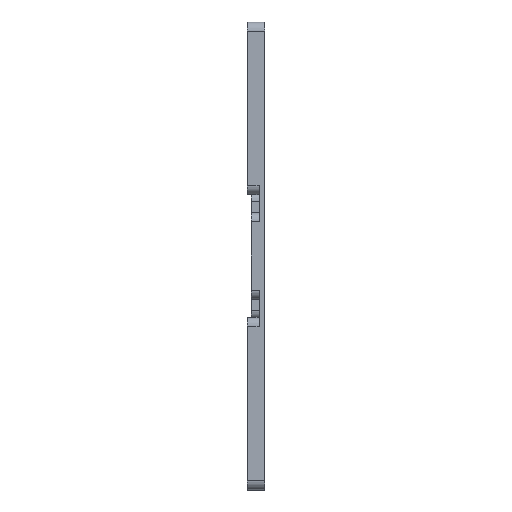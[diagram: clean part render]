
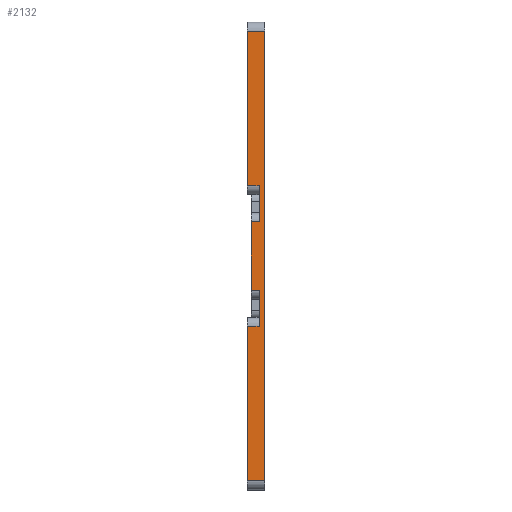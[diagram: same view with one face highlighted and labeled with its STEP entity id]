
A CAD part, left-side view. The second image highlights one B-rep face of the part: STEP entity #2132.
In plain terms, the highlighted planar face has unit normal (-1, 0, 0).
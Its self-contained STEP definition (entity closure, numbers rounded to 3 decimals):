
#34 = CARTESIAN_POINT ( 'NONE',  ( -12.5, 0.6, 3.75 ) ) ;
#36 = AXIS2_PLACEMENT_3D ( 'NONE', #3655, #5453, #3706 ) ;
#46 = ORIENTED_EDGE ( 'NONE', *, *, #3402, .T. ) ;
#118 = EDGE_CURVE ( 'NONE', #5726, #4136, #6830, .T. ) ;
#212 = LINE ( 'NONE', #5850, #3514 ) ;
#350 = CARTESIAN_POINT ( 'NONE',  ( -12.5, 1.9, -24.75 ) ) ;
#397 = CARTESIAN_POINT ( 'NONE',  ( -12.5, 0., 24.75 ) ) ;
#533 = VECTOR ( 'NONE', #7117, 1000. ) ;
#540 = VECTOR ( 'NONE', #5272, 1000. ) ;
#585 = DIRECTION ( 'NONE',  ( 0., -1., 0. ) ) ;
#615 = DIRECTION ( 'NONE',  ( 0., -1., 0. ) ) ;
#654 = EDGE_CURVE ( 'NONE', #2779, #6368, #2664, .T. ) ;
#714 = VERTEX_POINT ( 'NONE', #1707 ) ;
#715 = VECTOR ( 'NONE', #5884, 1000. ) ;
#731 = CARTESIAN_POINT ( 'NONE',  ( -12.5, 1.9, 7.75 ) ) ;
#772 = LINE ( 'NONE', #2535, #6859 ) ;
#808 = LINE ( 'NONE', #3579, #540 ) ;
#963 = DIRECTION ( 'NONE',  ( 0., 0., 1. ) ) ;
#1110 = EDGE_CURVE ( 'NONE', #2149, #5175, #212, .T. ) ;
#1629 = VERTEX_POINT ( 'NONE', #731 ) ;
#1680 = CARTESIAN_POINT ( 'NONE',  ( -12.5, 1.5, 3.75 ) ) ;
#1707 = CARTESIAN_POINT ( 'NONE',  ( -12.5, 0.6, -7.75 ) ) ;
#1752 = PLANE ( 'NONE',  #36 ) ;
#1764 = ORIENTED_EDGE ( 'NONE', *, *, #3954, .F. ) ;
#1806 = DIRECTION ( 'NONE',  ( 0., -1., 0. ) ) ;
#1964 = VECTOR ( 'NONE', #7263, 1000. ) ;
#1998 = LINE ( 'NONE', #7034, #715 ) ;
#2006 = VECTOR ( 'NONE', #615, 1000. ) ;
#2130 = ORIENTED_EDGE ( 'NONE', *, *, #6160, .F. ) ;
#2132 = ADVANCED_FACE ( 'NONE', ( #5333 ), #1752, .T. ) ;
#2149 = VERTEX_POINT ( 'NONE', #6578 ) ;
#2480 = DIRECTION ( 'NONE',  ( 0., 0., 1. ) ) ;
#2507 = CARTESIAN_POINT ( 'NONE',  ( -12.5, 0.6, -3.75 ) ) ;
#2509 = CARTESIAN_POINT ( 'NONE',  ( -12.5, 0.6, 0. ) ) ;
#2532 = EDGE_LOOP ( 'NONE', ( #46, #6518, #1764, #3272, #5696, #6149, #2130, #7149, #6534, #5915, #3375, #6768 ) ) ;
#2535 = CARTESIAN_POINT ( 'NONE',  ( -12.5, 0., 4.75 ) ) ;
#2664 = LINE ( 'NONE', #350, #2848 ) ;
#2711 = DIRECTION ( 'NONE',  ( 0., 0., 1. ) ) ;
#2766 = VECTOR ( 'NONE', #1806, 1000. ) ;
#2779 = VERTEX_POINT ( 'NONE', #6925 ) ;
#2848 = VECTOR ( 'NONE', #2711, 1000. ) ;
#2979 = VECTOR ( 'NONE', #585, 1000. ) ;
#3008 = LINE ( 'NONE', #6467, #3657 ) ;
#3060 = LINE ( 'NONE', #7617, #2979 ) ;
#3272 = ORIENTED_EDGE ( 'NONE', *, *, #5080, .T. ) ;
#3375 = ORIENTED_EDGE ( 'NONE', *, *, #654, .F. ) ;
#3401 = EDGE_CURVE ( 'NONE', #714, #5175, #4470, .T. ) ;
#3402 = EDGE_CURVE ( 'NONE', #5523, #3892, #772, .T. ) ;
#3514 = VECTOR ( 'NONE', #5828, 1000. ) ;
#3525 = DIRECTION ( 'NONE',  ( 0., 0., 1. ) ) ;
#3579 = CARTESIAN_POINT ( 'NONE',  ( -12.5, 1.9, 7.75 ) ) ;
#3655 = CARTESIAN_POINT ( 'NONE',  ( -12.5, 0., 4.75 ) ) ;
#3657 = VECTOR ( 'NONE', #3525, 1000. ) ;
#3706 = DIRECTION ( 'NONE',  ( 0., 0., 1. ) ) ;
#3892 = VERTEX_POINT ( 'NONE', #397 ) ;
#3954 = EDGE_CURVE ( 'NONE', #1629, #7547, #3008, .T. ) ;
#4136 = VERTEX_POINT ( 'NONE', #34 ) ;
#4137 = CARTESIAN_POINT ( 'NONE',  ( -12.5, 1.9, -7.75 ) ) ;
#4157 = EDGE_CURVE ( 'NONE', #6368, #714, #5141, .T. ) ;
#4244 = CARTESIAN_POINT ( 'NONE',  ( -12.5, 1.5, 3.75 ) ) ;
#4470 = LINE ( 'NONE', #2509, #1964 ) ;
#4502 = CARTESIAN_POINT ( 'NONE',  ( -12.5, 1.5, -3.75 ) ) ;
#4925 = LINE ( 'NONE', #4502, #5857 ) ;
#5080 = EDGE_CURVE ( 'NONE', #1629, #5685, #808, .T. ) ;
#5122 = EDGE_CURVE ( 'NONE', #7547, #3892, #1998, .T. ) ;
#5141 = LINE ( 'NONE', #4137, #2006 ) ;
#5175 = VERTEX_POINT ( 'NONE', #2507 ) ;
#5272 = DIRECTION ( 'NONE',  ( 0., -1., 0. ) ) ;
#5333 = FACE_OUTER_BOUND ( 'NONE', #2532, .T. ) ;
#5413 = CARTESIAN_POINT ( 'NONE',  ( -12.5, 0., -24.75 ) ) ;
#5453 = DIRECTION ( 'NONE',  ( -1., 0., 0. ) ) ;
#5523 = VERTEX_POINT ( 'NONE', #5413 ) ;
#5685 = VERTEX_POINT ( 'NONE', #7589 ) ;
#5696 = ORIENTED_EDGE ( 'NONE', *, *, #5819, .F. ) ;
#5726 = VERTEX_POINT ( 'NONE', #1680 ) ;
#5819 = EDGE_CURVE ( 'NONE', #4136, #5685, #6778, .T. ) ;
#5828 = DIRECTION ( 'NONE',  ( 0., -1., 0. ) ) ;
#5850 = CARTESIAN_POINT ( 'NONE',  ( -12.5, 1.5, -3.75 ) ) ;
#5857 = VECTOR ( 'NONE', #963, 1000. ) ;
#5884 = DIRECTION ( 'NONE',  ( 0., -1., 0. ) ) ;
#5915 = ORIENTED_EDGE ( 'NONE', *, *, #4157, .F. ) ;
#6149 = ORIENTED_EDGE ( 'NONE', *, *, #118, .F. ) ;
#6160 = EDGE_CURVE ( 'NONE', #2149, #5726, #4925, .T. ) ;
#6217 = CARTESIAN_POINT ( 'NONE',  ( -12.5, 1.9, 24.75 ) ) ;
#6368 = VERTEX_POINT ( 'NONE', #6548 ) ;
#6467 = CARTESIAN_POINT ( 'NONE',  ( -12.5, 1.9, 7.75 ) ) ;
#6518 = ORIENTED_EDGE ( 'NONE', *, *, #5122, .F. ) ;
#6533 = CARTESIAN_POINT ( 'NONE',  ( -12.5, 0.6, 0. ) ) ;
#6534 = ORIENTED_EDGE ( 'NONE', *, *, #3401, .F. ) ;
#6548 = CARTESIAN_POINT ( 'NONE',  ( -12.5, 1.9, -7.75 ) ) ;
#6578 = CARTESIAN_POINT ( 'NONE',  ( -12.5, 1.5, -3.75 ) ) ;
#6749 = EDGE_CURVE ( 'NONE', #2779, #5523, #3060, .T. ) ;
#6768 = ORIENTED_EDGE ( 'NONE', *, *, #6749, .T. ) ;
#6778 = LINE ( 'NONE', #6533, #533 ) ;
#6830 = LINE ( 'NONE', #4244, #2766 ) ;
#6859 = VECTOR ( 'NONE', #2480, 1000. ) ;
#6925 = CARTESIAN_POINT ( 'NONE',  ( -12.5, 1.9, -24.75 ) ) ;
#7034 = CARTESIAN_POINT ( 'NONE',  ( -12.5, 0., 24.75 ) ) ;
#7117 = DIRECTION ( 'NONE',  ( 0., 0., 1. ) ) ;
#7149 = ORIENTED_EDGE ( 'NONE', *, *, #1110, .T. ) ;
#7263 = DIRECTION ( 'NONE',  ( 0., 0., 1. ) ) ;
#7547 = VERTEX_POINT ( 'NONE', #6217 ) ;
#7589 = CARTESIAN_POINT ( 'NONE',  ( -12.5, 0.6, 7.75 ) ) ;
#7617 = CARTESIAN_POINT ( 'NONE',  ( -12.5, 0., -24.75 ) ) ;
